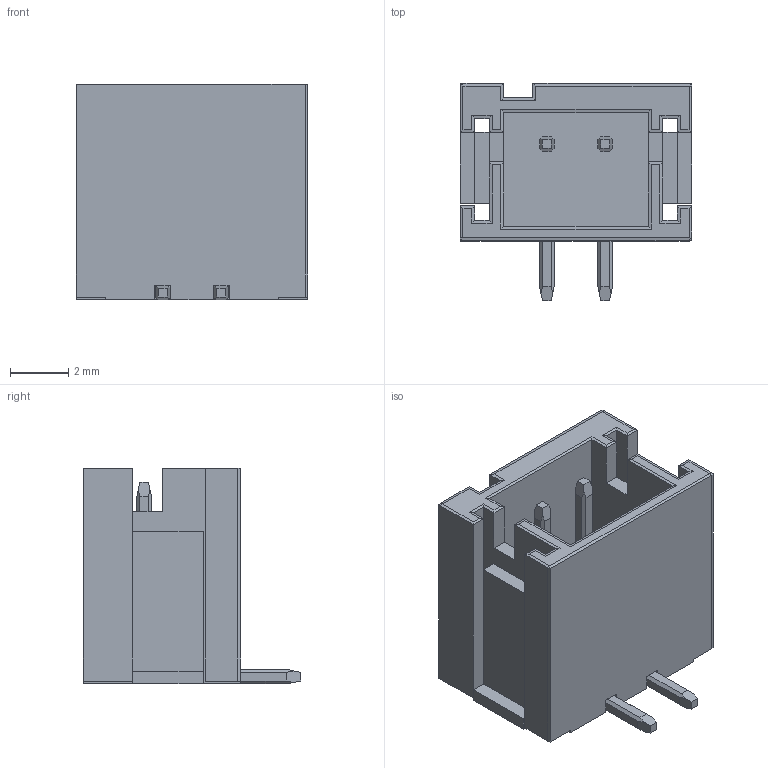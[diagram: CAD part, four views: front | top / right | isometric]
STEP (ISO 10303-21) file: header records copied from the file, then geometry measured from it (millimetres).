
FILE_DESCRIPTION(/* description */ (''),/* implementation_level */ '2;1');
FILE_NAME(/* name */ 'PH2.0_2P_LT.step',/* time_stamp */ '2022-07-26T11:20:47+08:00',/* author */ (''),/* organization */ (''),/* preprocessor_version */ 'ST-DEVELOPER v19',/* originating_system */ 'Autodesk Translation Framework v11.7.0.108',/* authorisation */ '');
FILE_SCHEMA (('AUTOMOTIVE_DESIGN { 1 0 10303 214 3 1 1 }'));
Length unit declared in the file: millimetre
Products named in the file (3): PH2MM_LT; 零部件1; 零部件2
Assembly tree (2 placements, depth 2):
  PH2MM_LT
    零部件1
    零部件2
Bounding box: 7.95 x 7.45 x 7.4 mm (x, y, z)
Volume: 158 mm3; surface area: 567.8 mm2
Topology: 5 solids, 5 shells, 184 faces, 460 edges, 286 vertices
Faces by surface type: plane 172, cone 8, cylinder 4
Entity records: 5400 total; most frequent: CARTESIAN_POINT 935, ORIENTED_EDGE 920, DIRECTION 854, EDGE_CURVE 460, LINE 444, VECTOR 444, VERTEX_POINT 286, AXIS2_PLACEMENT_3D 205
